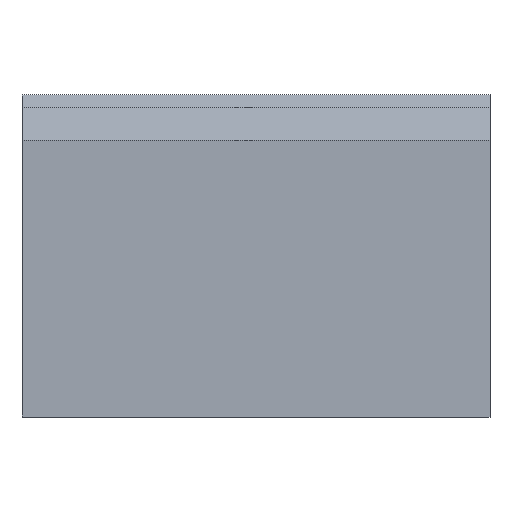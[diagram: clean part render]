
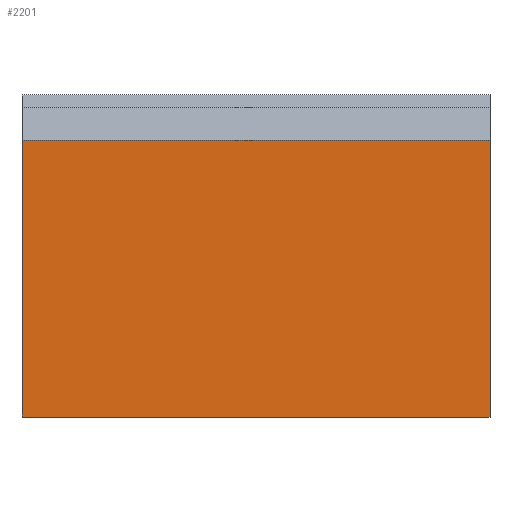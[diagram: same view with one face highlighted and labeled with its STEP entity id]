
A CAD part, front view. The second image highlights one B-rep face of the part: STEP entity #2201.
In plain terms, the highlighted planar face has unit normal (0, -1, 0).
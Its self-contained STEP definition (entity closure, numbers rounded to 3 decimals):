
#2104=CARTESIAN_POINT('',(51.512,-29.283,46.546));
#2105=VERTEX_POINT('',#2104);
#2112=CARTESIAN_POINT('',(-66.488,-29.283,46.546));
#2113=VERTEX_POINT('',#2112);
#2114=CARTESIAN_POINT('',(-66.488,-29.283,46.546));
#2115=DIRECTION('',(1.,0.,-0.));
#2116=VECTOR('',#2115,118.);
#2117=LINE('',#2114,#2116);
#2118=EDGE_CURVE('',#2113,#2105,#2117,.T.);
#2171=CARTESIAN_POINT('',(48.512,-29.283,83.316));
#2172=DIRECTION('',(0.,-1.,0.));
#2173=DIRECTION('',(0.,0.,-1.));
#2174=AXIS2_PLACEMENT_3D('',#2171,#2172,#2173);
#2175=PLANE('',#2174);
#2176=ORIENTED_EDGE('',*,*,#2118,.T.);
#2177=CARTESIAN_POINT('',(51.512,-29.283,116.279));
#2178=VERTEX_POINT('',#2177);
#2179=CARTESIAN_POINT('',(51.512,-29.283,116.279));
#2180=DIRECTION('',(0.,0.,-1.));
#2181=VECTOR('',#2180,69.733);
#2182=LINE('',#2179,#2181);
#2183=EDGE_CURVE('',#2178,#2105,#2182,.T.);
#2184=ORIENTED_EDGE('',*,*,#2183,.F.);
#2185=CARTESIAN_POINT('',(-66.488,-29.283,116.279));
#2186=VERTEX_POINT('',#2185);
#2187=CARTESIAN_POINT('',(51.512,-29.283,116.279));
#2188=DIRECTION('',(-1.,0.,0.));
#2189=VECTOR('',#2188,118.);
#2190=LINE('',#2187,#2189);
#2191=EDGE_CURVE('',#2178,#2186,#2190,.T.);
#2192=ORIENTED_EDGE('',*,*,#2191,.T.);
#2193=CARTESIAN_POINT('',(-66.488,-29.283,116.279));
#2194=DIRECTION('',(0.,0.,-1.));
#2195=VECTOR('',#2194,69.733);
#2196=LINE('',#2193,#2195);
#2197=EDGE_CURVE('',#2186,#2113,#2196,.T.);
#2198=ORIENTED_EDGE('',*,*,#2197,.T.);
#2199=EDGE_LOOP('',(#2176,#2184,#2192,#2198));
#2200=FACE_BOUND('',#2199,.T.);
#2201=ADVANCED_FACE('',(#2200),#2175,.T.);
